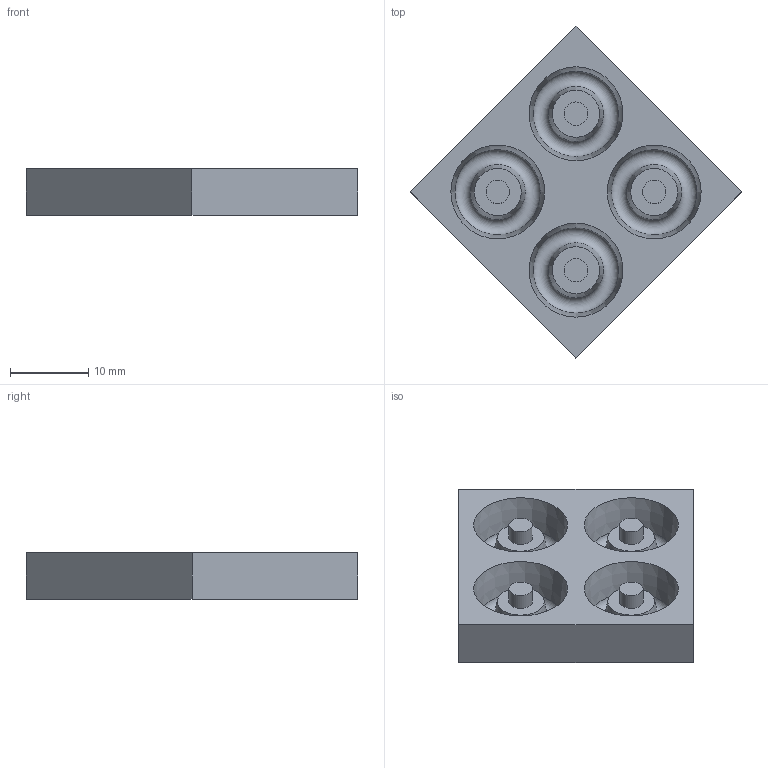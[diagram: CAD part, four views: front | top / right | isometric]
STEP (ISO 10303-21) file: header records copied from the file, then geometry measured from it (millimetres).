
FILE_DESCRIPTION(('FreeCAD Model'),'2;1');
FILE_NAME('Open CASCADE Shape Model','2024-04-16T22:31:28',(''),(''), 'Open CASCADE STEP processor 7.6','FreeCAD','Unknown');
FILE_SCHEMA(('AUTOMOTIVE_DESIGN { 1 0 10303 214 1 1 1 1 }'));
Length unit declared in the file: millimetre
Products named in the file (1): Body
Bounding box: 42.43 x 42.43 x 6 mm (x, y, z)
Volume: 3740.9 mm3; surface area: 3470.8 mm2
Topology: 1 solids, 1 shells, 30 faces, 52 edges, 32 vertices
Faces by surface type: plane 14, cone 8, torus 4, cylinder 4
Full cylindrical faces by diameter (mm): 3 x4
Entity records: 742 total; most frequent: DIRECTION 142, CARTESIAN_POINT 115, ORIENTED_EDGE 104, AXIS2_PLACEMENT_3D 59, EDGE_CURVE 52, FACE_BOUND 38, EDGE_LOOP 38, VERTEX_POINT 32
